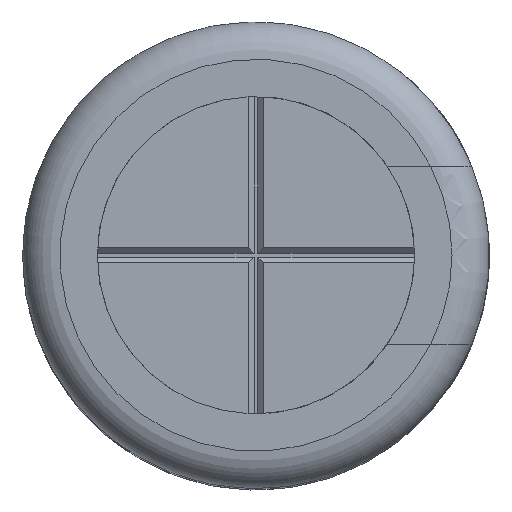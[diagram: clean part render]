
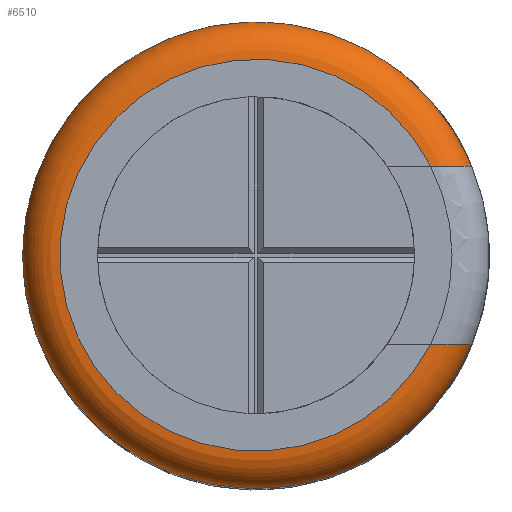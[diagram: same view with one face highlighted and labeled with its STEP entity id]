
A CAD part, top view. The second image highlights one B-rep face of the part: STEP entity #6510.
In plain terms, the highlighted toroidal (fillet/blend) face has major radius 5.25 mm and minor radius 1 mm.
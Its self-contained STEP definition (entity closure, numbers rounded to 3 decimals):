
#545 = ORIENTED_EDGE ( 'NONE', *, *, #1862, .F. ) ;
#1150 = CARTESIAN_POINT ( 'NONE',  ( 4.676, -2.387, 25. ) ) ;
#1155 = FACE_OUTER_BOUND ( 'NONE', #14952, .T. ) ;
#1432 = CIRCLE ( 'NONE', #19645, 6.25 ) ;
#1500 = CARTESIAN_POINT ( 'NONE',  ( 5.627, -2.387, 24.524 ) ) ;
#1862 = EDGE_CURVE ( 'NONE', #21772, #22368, #1432, .T. ) ;
#2295 = EDGE_CURVE ( 'NONE', #24561, #21631, #6134, .T. ) ;
#2837 = CARTESIAN_POINT ( 'NONE',  ( 5.21, 2.387, 24.886 ) ) ;
#2857 = CARTESIAN_POINT ( 'NONE',  ( 0., 0., 24. ) ) ;
#3022 = CARTESIAN_POINT ( 'NONE',  ( 5.54, 2.387, 24.637 ) ) ;
#3179 = CARTESIAN_POINT ( 'NONE',  ( 5.627, 2.387, 24.525 ) ) ;
#3816 = DIRECTION ( 'NONE',  ( 1., 0., 0. ) ) ;
#3915 = CARTESIAN_POINT ( 'NONE',  ( 5.745, -2.387, 24.275 ) ) ;
#4031 = AXIS2_PLACEMENT_3D ( 'NONE', #26199, #13987, #3816 ) ;
#4792 = EDGE_CURVE ( 'NONE', #10468, #21631, #5260, .T. ) ;
#5260 = B_SPLINE_CURVE_WITH_KNOTS ( 'NONE', 3,
 ( #10973, #11480, #3915, #1500, #23521, #18925, #8529, #1150 ),
 .UNSPECIFIED., .F., .F.,
 ( 4, 2, 2, 4 ),
 ( 0.004, 0.004, 0.004, 0.005 ),
 .UNSPECIFIED. ) ;
#5325 = DIRECTION ( 'NONE',  ( 1., 0., 0. ) ) ;
#6134 = CIRCLE ( 'NONE', #4031, 5.25 ) ;
#6320 = ORIENTED_EDGE ( 'NONE', *, *, #28575, .F. ) ;
#6510 = ADVANCED_FACE ( 'NONE', ( #1155 ), #15498, .T. ) ;
#8083 = CARTESIAN_POINT ( 'NONE',  ( 5.715, 2.387, 24.338 ) ) ;
#8419 = CARTESIAN_POINT ( 'NONE',  ( 4.676, 2.387, 25. ) ) ;
#8529 = CARTESIAN_POINT ( 'NONE',  ( 4.95, -2.387, 25. ) ) ;
#10195 = AXIS2_PLACEMENT_3D ( 'NONE', #2857, #24761, #17386 ) ;
#10468 = VERTEX_POINT ( 'NONE', #14506 ) ;
#10973 = CARTESIAN_POINT ( 'NONE',  ( 5.776, -2.387, 24. ) ) ;
#11480 = CARTESIAN_POINT ( 'NONE',  ( 5.776, -2.387, 24.137 ) ) ;
#12570 = ORIENTED_EDGE ( 'NONE', *, *, #4792, .T. ) ;
#12690 = CARTESIAN_POINT ( 'NONE',  ( 0., 0., 24. ) ) ;
#12827 = CARTESIAN_POINT ( 'NONE',  ( 5.333, 2.387, 24.816 ) ) ;
#13160 = CARTESIAN_POINT ( 'NONE',  ( 5.768, 2.387, 24.138 ) ) ;
#13987 = DIRECTION ( 'NONE',  ( 0., 0., 1. ) ) ;
#14506 = CARTESIAN_POINT ( 'NONE',  ( 5.776, -2.387, 24. ) ) ;
#14952 = EDGE_LOOP ( 'NONE', ( #6320, #12570, #21338, #28391, #545 ) ) ;
#15272 = EDGE_CURVE ( 'NONE', #24561, #22368, #23536, .T. ) ;
#15498 = TOROIDAL_SURFACE ( 'NONE', #25412, 5.25, 1. ) ;
#15915 = CARTESIAN_POINT ( 'NONE',  ( 4.813, 2.387, 25. ) ) ;
#16031 = CARTESIAN_POINT ( 'NONE',  ( 0., 0., 24. ) ) ;
#17386 = DIRECTION ( 'NONE',  ( 1., 0., 0. ) ) ;
#17444 = CIRCLE ( 'NONE', #10195, 6.25 ) ;
#18327 = CARTESIAN_POINT ( 'NONE',  ( 4.952, 2.387, 24.977 ) ) ;
#18925 = CARTESIAN_POINT ( 'NONE',  ( 5.228, -2.387, 24.907 ) ) ;
#19645 = AXIS2_PLACEMENT_3D ( 'NONE', #12690, #19863, #5325 ) ;
#19863 = DIRECTION ( 'NONE',  ( 0., 0., -1. ) ) ;
#20703 = CARTESIAN_POINT ( 'NONE',  ( -6.25, 0., 24. ) ) ;
#20905 = DIRECTION ( 'NONE',  ( 0., 0., 1. ) ) ;
#21338 = ORIENTED_EDGE ( 'NONE', *, *, #2295, .F. ) ;
#21438 = CARTESIAN_POINT ( 'NONE',  ( 5.776, 2.387, 24. ) ) ;
#21631 = VERTEX_POINT ( 'NONE', #27951 ) ;
#21772 = VERTEX_POINT ( 'NONE', #20703 ) ;
#22368 = VERTEX_POINT ( 'NONE', #29093 ) ;
#22920 = CARTESIAN_POINT ( 'NONE',  ( 4.676, 2.387, 25. ) ) ;
#23077 = CARTESIAN_POINT ( 'NONE',  ( 5.776, 2.387, 24.07 ) ) ;
#23521 = CARTESIAN_POINT ( 'NONE',  ( 5.541, -2.387, 24.636 ) ) ;
#23536 = B_SPLINE_CURVE_WITH_KNOTS ( 'NONE', 3,
 ( #8419, #15915, #18327, #2837, #12827, #3022, #3179, #8083, #25566, #13160, #23077, #21438 ),
 .UNSPECIFIED., .F., .F.,
 ( 4, 2, 2, 2, 2, 4 ),
 ( 0.001, 0.002, 0.002, 0.003, 0.003, 0.003 ),
 .UNSPECIFIED. ) ;
#24561 = VERTEX_POINT ( 'NONE', #22920 ) ;
#24761 = DIRECTION ( 'NONE',  ( 0., 0., -1. ) ) ;
#25412 = AXIS2_PLACEMENT_3D ( 'NONE', #16031, #20905, #28621 ) ;
#25566 = CARTESIAN_POINT ( 'NONE',  ( 5.738, 2.387, 24.272 ) ) ;
#26199 = CARTESIAN_POINT ( 'NONE',  ( 0., 0., 25. ) ) ;
#27951 = CARTESIAN_POINT ( 'NONE',  ( 4.676, -2.387, 25. ) ) ;
#28391 = ORIENTED_EDGE ( 'NONE', *, *, #15272, .T. ) ;
#28575 = EDGE_CURVE ( 'NONE', #10468, #21772, #17444, .T. ) ;
#28621 = DIRECTION ( 'NONE',  ( 1., 0., 0. ) ) ;
#29093 = CARTESIAN_POINT ( 'NONE',  ( 5.776, 2.387, 24. ) ) ;
